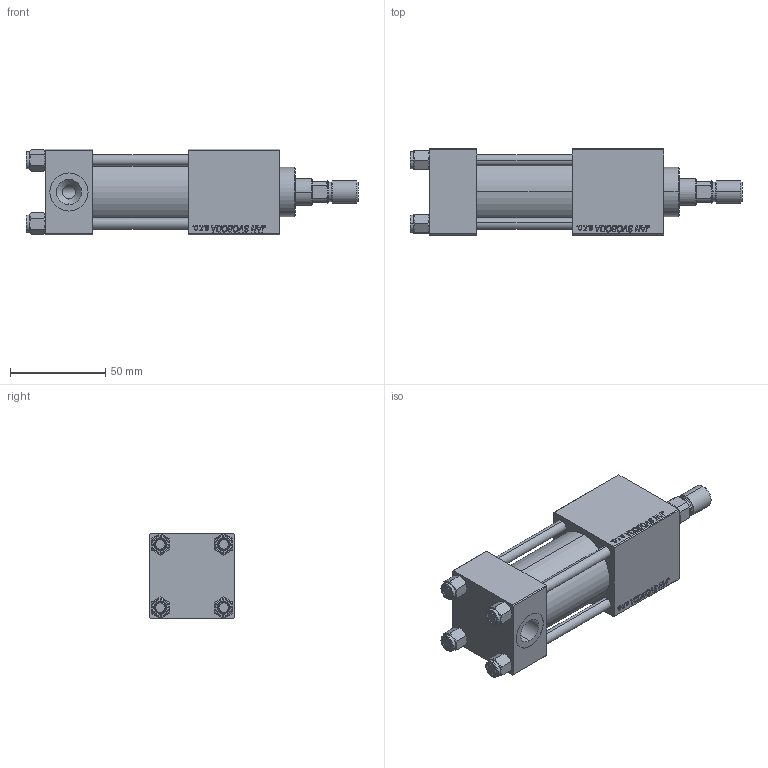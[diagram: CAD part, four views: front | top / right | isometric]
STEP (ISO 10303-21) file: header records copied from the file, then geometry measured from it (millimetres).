
FILE_DESCRIPTION (( 'STEP AP203' ), '1' );
FILE_NAME ('dcbc.STEP', '2022-04-15T06:34:09', ( '' ), ( '' ), 'SwSTEP 2.0', 'SolidWorks 2019', '' );
FILE_SCHEMA (( 'CONFIG_CONTROL_DESIGN' ));
Length unit declared in the file: millimetre
Products named in the file (7): ROD_END_AH 341296755d0c90271608ec0ab969a1b5; dcbc; V215CR_C_Body 341296755d0c90271608ec0ab969a1b5; V215CR_VCP_C 341296755d0c90271608ec0ab969a1b5; V215_VC_A 341296755d0c90271608ec0ab969a1b5; NUT_M5_C 341296755d0c90271608ec0ab969a1b5; V215CR_C_TYCINKA 341296755d0c90271608ec0ab969a1b5
Assembly tree (12 placements, depth 2):
  dcbc
    V215CR_C_Body 341296755d0c90271608ec0ab969a1b5
    V215CR_VCP_C 341296755d0c90271608ec0ab969a1b5
    NUT_M5_C 341296755d0c90271608ec0ab969a1b5  x4
    V215CR_C_TYCINKA 341296755d0c90271608ec0ab969a1b5  x4
    V215_VC_A 341296755d0c90271608ec0ab969a1b5
    ROD_END_AH 341296755d0c90271608ec0ab969a1b5
Bounding box: 174 x 45 x 45 mm (x, y, z)
Volume: 195502.7 mm3; surface area: 68011.6 mm2
Topology: 12 solids, 12 shells, 1168 faces, 2914 edges, 1889 vertices
Faces by surface type: plane 531, bspline 392, cone 140, cylinder 95, torus 10
Entity records: 50825 total; most frequent: CARTESIAN_POINT 27179, ORIENTED_EDGE 5320, DIRECTION 3408, EDGE_CURVE 2660, VERTEX_POINT 1745, VECTOR 1604, LINE 1604, EDGE_LOOP 1179
